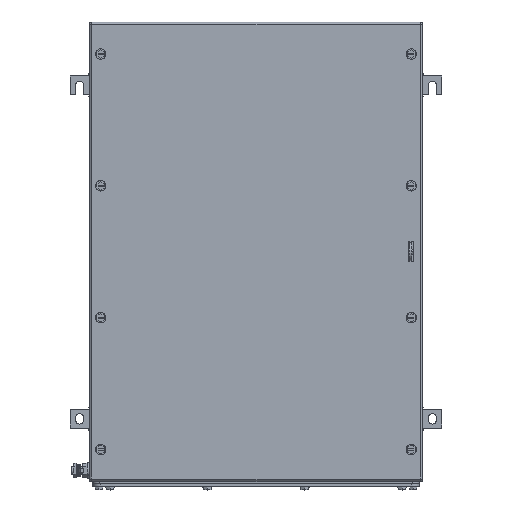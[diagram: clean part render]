
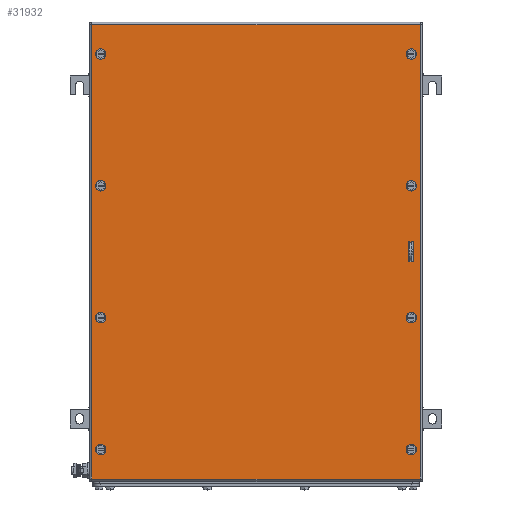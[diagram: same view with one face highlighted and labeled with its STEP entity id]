
A CAD part, top view. The second image highlights one B-rep face of the part: STEP entity #31932.
In plain terms, the highlighted planar face has unit normal (0, 0, 1).
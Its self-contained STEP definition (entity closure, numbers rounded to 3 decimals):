
#31700=AXIS2_PLACEMENT_3D('Circle Axis2P3D',#31698,#31699,$) ;
#31727=AXIS2_PLACEMENT_3D('Plane Axis2P3D',#31724,#31725,#31726) ;
#31765=AXIS2_PLACEMENT_3D('Circle Axis2P3D',#31763,#31764,$) ;
#31774=AXIS2_PLACEMENT_3D('Circle Axis2P3D',#31772,#31773,$) ;
#31783=AXIS2_PLACEMENT_3D('Circle Axis2P3D',#31781,#31782,$) ;
#31792=AXIS2_PLACEMENT_3D('Circle Axis2P3D',#31790,#31791,$) ;
#31801=AXIS2_PLACEMENT_3D('Circle Axis2P3D',#31799,#31800,$) ;
#31810=AXIS2_PLACEMENT_3D('Circle Axis2P3D',#31808,#31809,$) ;
#31819=AXIS2_PLACEMENT_3D('Circle Axis2P3D',#31817,#31818,$) ;
#31828=AXIS2_PLACEMENT_3D('Circle Axis2P3D',#31826,#31827,$) ;
#31837=AXIS2_PLACEMENT_3D('Circle Axis2P3D',#31835,#31836,$) ;
#31846=AXIS2_PLACEMENT_3D('Circle Axis2P3D',#31844,#31845,$) ;
#31855=AXIS2_PLACEMENT_3D('Circle Axis2P3D',#31853,#31854,$) ;
#31864=AXIS2_PLACEMENT_3D('Circle Axis2P3D',#31862,#31863,$) ;
#31873=AXIS2_PLACEMENT_3D('Circle Axis2P3D',#31871,#31872,$) ;
#31882=AXIS2_PLACEMENT_3D('Circle Axis2P3D',#31880,#31881,$) ;
#31891=AXIS2_PLACEMENT_3D('Circle Axis2P3D',#31889,#31890,$) ;
#31695=CARTESIAN_POINT('Vertex',(44.5,232.1,203.5)) ;
#31698=CARTESIAN_POINT('Axis2P3D Location',(41.,232.1,203.5)) ;
#31702=CARTESIAN_POINT('Vertex',(37.5,232.1,203.5)) ;
#31724=CARTESIAN_POINT('Axis2P3D Location',(250.5,321.,203.5)) ;
#31729=CARTESIAN_POINT('Line Origine',(250.5,627.5,203.5)) ;
#31733=CARTESIAN_POINT('Vertex',(472.,627.5,203.5)) ;
#31735=CARTESIAN_POINT('Vertex',(29.,627.5,203.5)) ;
#31738=CARTESIAN_POINT('Line Origine',(29.,321.,203.5)) ;
#31742=CARTESIAN_POINT('Vertex',(29.,14.5,203.5)) ;
#31745=CARTESIAN_POINT('Line Origine',(250.5,14.5,203.5)) ;
#31749=CARTESIAN_POINT('Vertex',(472.,14.5,203.5)) ;
#31752=CARTESIAN_POINT('Line Origine',(472.,321.,203.5)) ;
#31763=CARTESIAN_POINT('Axis2P3D Location',(41.,232.1,203.5)) ;
#31772=CARTESIAN_POINT('Axis2P3D Location',(41.,409.9,203.5)) ;
#31776=CARTESIAN_POINT('Vertex',(37.5,409.9,203.5)) ;
#31778=CARTESIAN_POINT('Vertex',(44.5,409.9,203.5)) ;
#31781=CARTESIAN_POINT('Axis2P3D Location',(41.,409.9,203.5)) ;
#31790=CARTESIAN_POINT('Axis2P3D Location',(460.,232.1,203.5)) ;
#31794=CARTESIAN_POINT('Vertex',(463.5,232.1,203.5)) ;
#31796=CARTESIAN_POINT('Vertex',(456.5,232.1,203.5)) ;
#31799=CARTESIAN_POINT('Axis2P3D Location',(460.,232.1,203.5)) ;
#31808=CARTESIAN_POINT('Axis2P3D Location',(460.,409.9,203.5)) ;
#31812=CARTESIAN_POINT('Vertex',(463.5,409.9,203.5)) ;
#31814=CARTESIAN_POINT('Vertex',(456.5,409.9,203.5)) ;
#31817=CARTESIAN_POINT('Axis2P3D Location',(460.,409.9,203.5)) ;
#31826=CARTESIAN_POINT('Axis2P3D Location',(41.,587.75,203.5)) ;
#31830=CARTESIAN_POINT('Vertex',(37.5,587.75,203.5)) ;
#31832=CARTESIAN_POINT('Vertex',(44.5,587.75,203.5)) ;
#31835=CARTESIAN_POINT('Axis2P3D Location',(41.,587.75,203.5)) ;
#31844=CARTESIAN_POINT('Axis2P3D Location',(41.,54.25,203.5)) ;
#31848=CARTESIAN_POINT('Vertex',(37.5,54.25,203.5)) ;
#31850=CARTESIAN_POINT('Vertex',(44.5,54.25,203.5)) ;
#31853=CARTESIAN_POINT('Axis2P3D Location',(41.,54.25,203.5)) ;
#31862=CARTESIAN_POINT('Axis2P3D Location',(460.,54.25,203.5)) ;
#31866=CARTESIAN_POINT('Vertex',(463.5,54.25,203.5)) ;
#31868=CARTESIAN_POINT('Vertex',(456.5,54.25,203.5)) ;
#31871=CARTESIAN_POINT('Axis2P3D Location',(460.,54.25,203.5)) ;
#31880=CARTESIAN_POINT('Axis2P3D Location',(460.,587.75,203.5)) ;
#31884=CARTESIAN_POINT('Vertex',(463.5,587.75,203.5)) ;
#31886=CARTESIAN_POINT('Vertex',(456.5,587.75,203.5)) ;
#31889=CARTESIAN_POINT('Axis2P3D Location',(460.,587.75,203.5)) ;
#31898=CARTESIAN_POINT('Line Origine',(459.75,307.5,203.5)) ;
#31902=CARTESIAN_POINT('Vertex',(463.,307.5,203.5)) ;
#31904=CARTESIAN_POINT('Vertex',(456.5,307.5,203.5)) ;
#31907=CARTESIAN_POINT('Line Origine',(456.5,321.,203.5)) ;
#31911=CARTESIAN_POINT('Vertex',(456.5,334.5,203.5)) ;
#31914=CARTESIAN_POINT('Line Origine',(459.75,334.5,203.5)) ;
#31918=CARTESIAN_POINT('Vertex',(463.,334.5,203.5)) ;
#31921=CARTESIAN_POINT('Line Origine',(463.,321.,203.5)) ;
#31699=DIRECTION('Axis2P3D Direction',(0.,0.,1.)) ;
#31725=DIRECTION('Axis2P3D Direction',(0.,0.,1.)) ;
#31726=DIRECTION('Axis2P3D XDirection',(1.,0.,0.)) ;
#31730=DIRECTION('Vector Direction',(1.,0.,0.)) ;
#31739=DIRECTION('Vector Direction',(0.,-1.,0.)) ;
#31746=DIRECTION('Vector Direction',(1.,0.,0.)) ;
#31753=DIRECTION('Vector Direction',(0.,1.,0.)) ;
#31764=DIRECTION('Axis2P3D Direction',(0.,0.,1.)) ;
#31773=DIRECTION('Axis2P3D Direction',(0.,0.,1.)) ;
#31782=DIRECTION('Axis2P3D Direction',(0.,0.,1.)) ;
#31791=DIRECTION('Axis2P3D Direction',(0.,0.,1.)) ;
#31800=DIRECTION('Axis2P3D Direction',(0.,0.,1.)) ;
#31809=DIRECTION('Axis2P3D Direction',(0.,0.,1.)) ;
#31818=DIRECTION('Axis2P3D Direction',(0.,0.,1.)) ;
#31827=DIRECTION('Axis2P3D Direction',(0.,0.,1.)) ;
#31836=DIRECTION('Axis2P3D Direction',(0.,0.,1.)) ;
#31845=DIRECTION('Axis2P3D Direction',(0.,0.,1.)) ;
#31854=DIRECTION('Axis2P3D Direction',(0.,0.,1.)) ;
#31863=DIRECTION('Axis2P3D Direction',(0.,0.,1.)) ;
#31872=DIRECTION('Axis2P3D Direction',(0.,0.,1.)) ;
#31881=DIRECTION('Axis2P3D Direction',(0.,0.,1.)) ;
#31890=DIRECTION('Axis2P3D Direction',(0.,0.,1.)) ;
#31899=DIRECTION('Vector Direction',(-1.,0.,0.)) ;
#31908=DIRECTION('Vector Direction',(0.,1.,0.)) ;
#31915=DIRECTION('Vector Direction',(1.,0.,0.)) ;
#31922=DIRECTION('Vector Direction',(0.,-1.,0.)) ;
#31731=VECTOR('Line Direction',#31730,1.) ;
#31740=VECTOR('Line Direction',#31739,1.) ;
#31747=VECTOR('Line Direction',#31746,1.) ;
#31754=VECTOR('Line Direction',#31753,1.) ;
#31900=VECTOR('Line Direction',#31899,1.) ;
#31909=VECTOR('Line Direction',#31908,1.) ;
#31916=VECTOR('Line Direction',#31915,1.) ;
#31923=VECTOR('Line Direction',#31922,1.) ;
#31758=ORIENTED_EDGE('',*,*,#31737,.T.) ;
#31759=ORIENTED_EDGE('',*,*,#31744,.T.) ;
#31760=ORIENTED_EDGE('',*,*,#31751,.T.) ;
#31761=ORIENTED_EDGE('',*,*,#31756,.T.) ;
#31769=ORIENTED_EDGE('',*,*,#31767,.F.) ;
#31770=ORIENTED_EDGE('',*,*,#31704,.F.) ;
#31787=ORIENTED_EDGE('',*,*,#31780,.F.) ;
#31788=ORIENTED_EDGE('',*,*,#31785,.F.) ;
#31805=ORIENTED_EDGE('',*,*,#31798,.F.) ;
#31806=ORIENTED_EDGE('',*,*,#31803,.F.) ;
#31823=ORIENTED_EDGE('',*,*,#31816,.F.) ;
#31824=ORIENTED_EDGE('',*,*,#31821,.F.) ;
#31841=ORIENTED_EDGE('',*,*,#31834,.F.) ;
#31842=ORIENTED_EDGE('',*,*,#31839,.F.) ;
#31859=ORIENTED_EDGE('',*,*,#31852,.F.) ;
#31860=ORIENTED_EDGE('',*,*,#31857,.F.) ;
#31877=ORIENTED_EDGE('',*,*,#31870,.F.) ;
#31878=ORIENTED_EDGE('',*,*,#31875,.F.) ;
#31895=ORIENTED_EDGE('',*,*,#31888,.F.) ;
#31896=ORIENTED_EDGE('',*,*,#31893,.F.) ;
#31927=ORIENTED_EDGE('',*,*,#31906,.T.) ;
#31928=ORIENTED_EDGE('',*,*,#31913,.T.) ;
#31929=ORIENTED_EDGE('',*,*,#31920,.T.) ;
#31930=ORIENTED_EDGE('',*,*,#31925,.T.) ;
#31771=FACE_BOUND('',#31768,.T.) ;
#31789=FACE_BOUND('',#31786,.T.) ;
#31807=FACE_BOUND('',#31804,.T.) ;
#31825=FACE_BOUND('',#31822,.T.) ;
#31843=FACE_BOUND('',#31840,.T.) ;
#31861=FACE_BOUND('',#31858,.T.) ;
#31879=FACE_BOUND('',#31876,.T.) ;
#31897=FACE_BOUND('',#31894,.T.) ;
#31931=FACE_BOUND('',#31926,.T.) ;
#31932=ADVANCED_FACE('ZUB_KTB_MH_624520_1GP_AllCATPart.1\\ZUB_DE_KTB_MH_620x450.1\\DE_KTB_MH_PART_MASTER.1\\Koerper.2',(#31762,#31771,#31789,#31807,#31825,#31843,#31861,#31879,#31897,#31931),#31728,.T.) ;
#31701=CIRCLE('generated circle',#31700,3.5) ;
#31766=CIRCLE('generated circle',#31765,3.5) ;
#31775=CIRCLE('generated circle',#31774,3.5) ;
#31784=CIRCLE('generated circle',#31783,3.5) ;
#31793=CIRCLE('generated circle',#31792,3.5) ;
#31802=CIRCLE('generated circle',#31801,3.5) ;
#31811=CIRCLE('generated circle',#31810,3.5) ;
#31820=CIRCLE('generated circle',#31819,3.5) ;
#31829=CIRCLE('generated circle',#31828,3.5) ;
#31838=CIRCLE('generated circle',#31837,3.5) ;
#31847=CIRCLE('generated circle',#31846,3.5) ;
#31856=CIRCLE('generated circle',#31855,3.5) ;
#31865=CIRCLE('generated circle',#31864,3.5) ;
#31874=CIRCLE('generated circle',#31873,3.5) ;
#31883=CIRCLE('generated circle',#31882,3.5) ;
#31892=CIRCLE('generated circle',#31891,3.5) ;
#31704=EDGE_CURVE('',#31696,#31703,#31701,.T.) ;
#31737=EDGE_CURVE('',#31734,#31736,#31732,.F.) ;
#31744=EDGE_CURVE('',#31736,#31743,#31741,.T.) ;
#31751=EDGE_CURVE('',#31743,#31750,#31748,.T.) ;
#31756=EDGE_CURVE('',#31750,#31734,#31755,.T.) ;
#31767=EDGE_CURVE('',#31703,#31696,#31766,.T.) ;
#31780=EDGE_CURVE('',#31777,#31779,#31775,.T.) ;
#31785=EDGE_CURVE('',#31779,#31777,#31784,.T.) ;
#31798=EDGE_CURVE('',#31795,#31797,#31793,.T.) ;
#31803=EDGE_CURVE('',#31797,#31795,#31802,.T.) ;
#31816=EDGE_CURVE('',#31813,#31815,#31811,.T.) ;
#31821=EDGE_CURVE('',#31815,#31813,#31820,.T.) ;
#31834=EDGE_CURVE('',#31831,#31833,#31829,.T.) ;
#31839=EDGE_CURVE('',#31833,#31831,#31838,.T.) ;
#31852=EDGE_CURVE('',#31849,#31851,#31847,.T.) ;
#31857=EDGE_CURVE('',#31851,#31849,#31856,.T.) ;
#31870=EDGE_CURVE('',#31867,#31869,#31865,.T.) ;
#31875=EDGE_CURVE('',#31869,#31867,#31874,.T.) ;
#31888=EDGE_CURVE('',#31885,#31887,#31883,.T.) ;
#31893=EDGE_CURVE('',#31887,#31885,#31892,.T.) ;
#31906=EDGE_CURVE('',#31903,#31905,#31901,.T.) ;
#31913=EDGE_CURVE('',#31905,#31912,#31910,.T.) ;
#31920=EDGE_CURVE('',#31912,#31919,#31917,.T.) ;
#31925=EDGE_CURVE('',#31919,#31903,#31924,.T.) ;
#31757=EDGE_LOOP('',(#31758,#31759,#31760,#31761)) ;
#31768=EDGE_LOOP('',(#31769,#31770)) ;
#31786=EDGE_LOOP('',(#31787,#31788)) ;
#31804=EDGE_LOOP('',(#31805,#31806)) ;
#31822=EDGE_LOOP('',(#31823,#31824)) ;
#31840=EDGE_LOOP('',(#31841,#31842)) ;
#31858=EDGE_LOOP('',(#31859,#31860)) ;
#31876=EDGE_LOOP('',(#31877,#31878)) ;
#31894=EDGE_LOOP('',(#31895,#31896)) ;
#31926=EDGE_LOOP('',(#31927,#31928,#31929,#31930)) ;
#31762=FACE_OUTER_BOUND('',#31757,.T.) ;
#31732=LINE('Line',#31729,#31731) ;
#31741=LINE('Line',#31738,#31740) ;
#31748=LINE('Line',#31745,#31747) ;
#31755=LINE('Line',#31752,#31754) ;
#31901=LINE('Line',#31898,#31900) ;
#31910=LINE('Line',#31907,#31909) ;
#31917=LINE('Line',#31914,#31916) ;
#31924=LINE('Line',#31921,#31923) ;
#31728=PLANE('',#31727) ;
#31696=VERTEX_POINT('',#31695) ;
#31703=VERTEX_POINT('',#31702) ;
#31734=VERTEX_POINT('',#31733) ;
#31736=VERTEX_POINT('',#31735) ;
#31743=VERTEX_POINT('',#31742) ;
#31750=VERTEX_POINT('',#31749) ;
#31777=VERTEX_POINT('',#31776) ;
#31779=VERTEX_POINT('',#31778) ;
#31795=VERTEX_POINT('',#31794) ;
#31797=VERTEX_POINT('',#31796) ;
#31813=VERTEX_POINT('',#31812) ;
#31815=VERTEX_POINT('',#31814) ;
#31831=VERTEX_POINT('',#31830) ;
#31833=VERTEX_POINT('',#31832) ;
#31849=VERTEX_POINT('',#31848) ;
#31851=VERTEX_POINT('',#31850) ;
#31867=VERTEX_POINT('',#31866) ;
#31869=VERTEX_POINT('',#31868) ;
#31885=VERTEX_POINT('',#31884) ;
#31887=VERTEX_POINT('',#31886) ;
#31903=VERTEX_POINT('',#31902) ;
#31905=VERTEX_POINT('',#31904) ;
#31912=VERTEX_POINT('',#31911) ;
#31919=VERTEX_POINT('',#31918) ;
